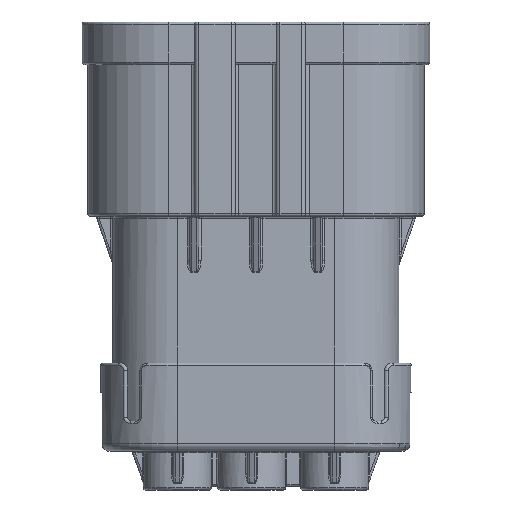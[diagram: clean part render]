
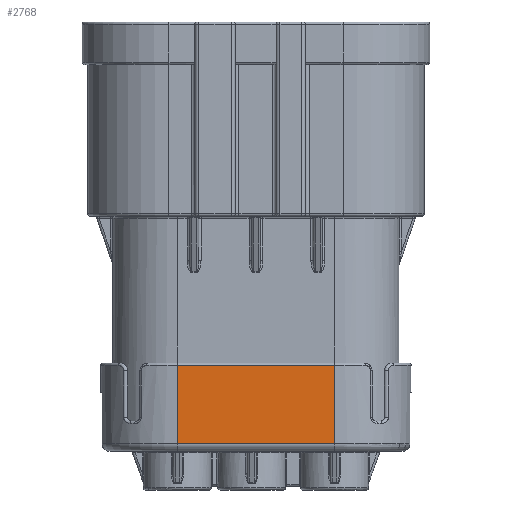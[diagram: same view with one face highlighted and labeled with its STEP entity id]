
A CAD part, front view. The second image highlights one B-rep face of the part: STEP entity #2768.
In plain terms, the highlighted planar face has unit normal (0, -1, 0).
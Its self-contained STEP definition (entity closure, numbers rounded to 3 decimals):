
#1300 = ORIENTED_EDGE ( 'NONE', *, *, #5436, .T. ) ;
#2768 = ADVANCED_FACE ( 'NONE', ( #46022 ), #80751, .F. ) ;
#4206 = VERTEX_POINT ( 'NONE', #95432 ) ;
#5436 = EDGE_CURVE ( 'NONE', #54095, #52082, #35065, .T. ) ;
#13978 = VECTOR ( 'NONE', #22554, 1000. ) ;
#14902 = AXIS2_PLACEMENT_3D ( 'NONE', #71200, #99823, #118942 ) ;
#16767 = EDGE_LOOP ( 'NONE', ( #18722, #34573, #110666, #1300 ) ) ;
#17551 = CARTESIAN_POINT ( 'NONE',  ( -10.15, -9.95, -30.6 ) ) ;
#18722 = ORIENTED_EDGE ( 'NONE', *, *, #30264, .F. ) ;
#22554 = DIRECTION ( 'NONE',  ( 0., 0., -1. ) ) ;
#23419 = DIRECTION ( 'NONE',  ( -1., 0., 0. ) ) ;
#30264 = EDGE_CURVE ( 'NONE', #4206, #52082, #51417, .T. ) ;
#34573 = ORIENTED_EDGE ( 'NONE', *, *, #56393, .T. ) ;
#35065 = LINE ( 'NONE', #110095, #116752 ) ;
#46022 = FACE_OUTER_BOUND ( 'NONE', #16767, .T. ) ;
#49061 = CARTESIAN_POINT ( 'NONE',  ( 10.15, -9.95, -30.6 ) ) ;
#51417 = LINE ( 'NONE', #108237, #93438 ) ;
#52082 = VERTEX_POINT ( 'NONE', #49061 ) ;
#54095 = VERTEX_POINT ( 'NONE', #17551 ) ;
#54843 = LINE ( 'NONE', #63182, #13978 ) ;
#56393 = EDGE_CURVE ( 'NONE', #4206, #64969, #63646, .T. ) ;
#63182 = CARTESIAN_POINT ( 'NONE',  ( -10.15, -9.95, -30.2 ) ) ;
#63616 = CARTESIAN_POINT ( 'NONE',  ( -10.15, -9.95, -20.5 ) ) ;
#63646 = LINE ( 'NONE', #79065, #103810 ) ;
#64969 = VERTEX_POINT ( 'NONE', #63616 ) ;
#71200 = CARTESIAN_POINT ( 'NONE',  ( -10.15, -9.95, -30.2 ) ) ;
#72733 = DIRECTION ( 'NONE',  ( 1., 0., 0. ) ) ;
#79065 = CARTESIAN_POINT ( 'NONE',  ( -10.15, -9.95, -20.5 ) ) ;
#80751 = PLANE ( 'NONE',  #14902 ) ;
#93438 = VECTOR ( 'NONE', #98714, 1000. ) ;
#95432 = CARTESIAN_POINT ( 'NONE',  ( 10.15, -9.95, -20.5 ) ) ;
#98714 = DIRECTION ( 'NONE',  ( 0., 0., -1. ) ) ;
#99823 = DIRECTION ( 'NONE',  ( 0., 1., 0. ) ) ;
#102340 = EDGE_CURVE ( 'NONE', #64969, #54095, #54843, .T. ) ;
#103810 = VECTOR ( 'NONE', #23419, 1000. ) ;
#108237 = CARTESIAN_POINT ( 'NONE',  ( 10.15, -9.95, -30.2 ) ) ;
#110095 = CARTESIAN_POINT ( 'NONE',  ( -10.15, -9.95, -30.6 ) ) ;
#110666 = ORIENTED_EDGE ( 'NONE', *, *, #102340, .T. ) ;
#116752 = VECTOR ( 'NONE', #72733, 1000. ) ;
#118942 = DIRECTION ( 'NONE',  ( 1., 0., 0. ) ) ;
